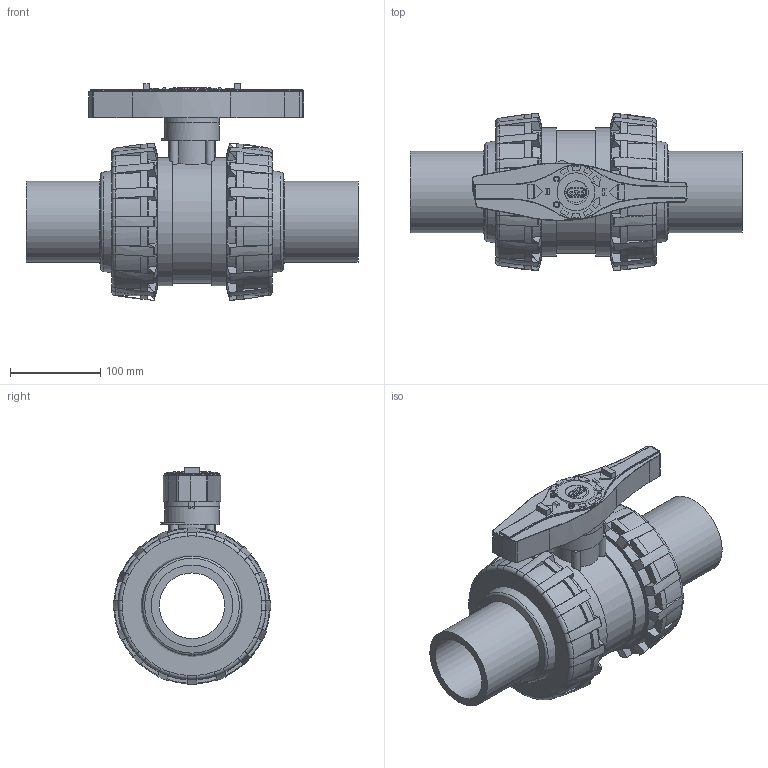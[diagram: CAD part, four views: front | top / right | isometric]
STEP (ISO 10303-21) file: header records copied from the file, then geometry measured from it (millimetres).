
FILE_DESCRIPTION(/* description */ (''),/* implementation_level */ '2;1');
FILE_NAME(/* name */ 'VEEBEV090E.iam.stp',/* time_stamp */ '2013-10-01T10:30:27+02:00',/* author */ ('cmolini'),/* organization */ (''),/* preprocessor_version */ 'ST-DEVELOPER v15.2',/* originating_system */ 'Autodesk Inventor 2014',/* authorisation */ '');
FILE_SCHEMA (('AUTOMOTIVE_DESIGN { 1 0 10303 214 3 1 1 }'));
Length unit declared in the file: millimetre
Products named in the file (7): corpo valvola VEE 90; NTVXE090V; MOZZO-VXE-75-110; MANIGLIA-VEE-D90; Piastrina 40; CVDE11090VXE; VEEBEV090E
Bounding box: 367 x 173.9 x 239.65 mm (x, y, z)
Volume: 3489034.1 mm3; surface area: 494170.8 mm2
Topology: 8 solids, 8 shells, 771 faces, 2122 edges, 1396 vertices
Faces by surface type: plane 263, torus 198, cone 140, cylinder 102, bspline 68
Full cylindrical faces by diameter (mm): 4.5 x2, 24 x1, 26.1 x1, 34.3 x2, 60.542 x1, 61.15 x1, 72.5 x2, 80 x1, 90 x2, 105.057 x2, 134.275 x2, 136 x2, 140.185 x2, 141.6 x2
Entity records: 19484 total; most frequent: CARTESIAN_POINT 6870, ORIENTED_EDGE 2728, DIRECTION 2371, EDGE_CURVE 1364, AXIS2_PLACEMENT_3D 939, VERTEX_POINT 913, EDGE_LOOP 591, ADVANCED_FACE 521
